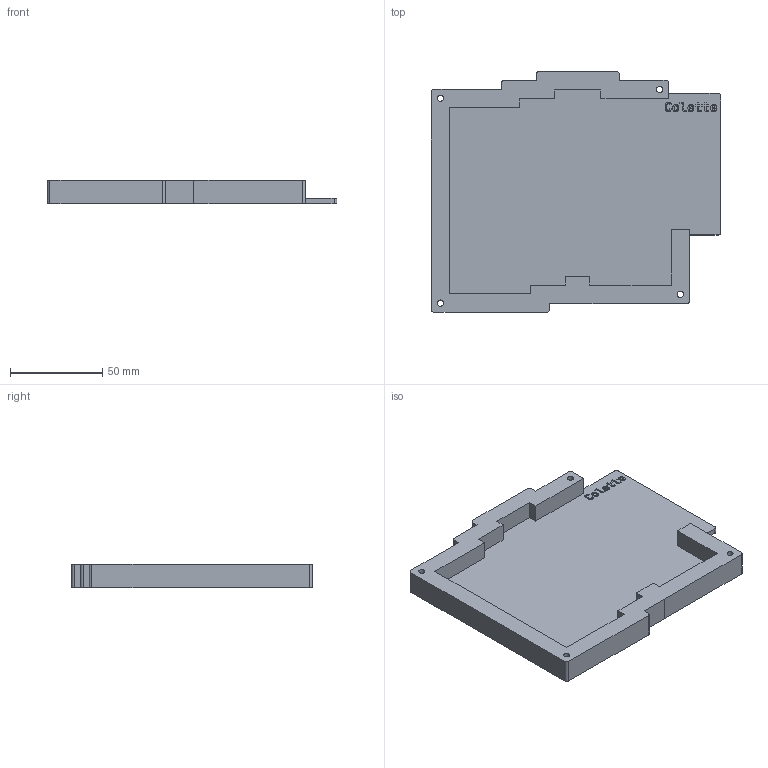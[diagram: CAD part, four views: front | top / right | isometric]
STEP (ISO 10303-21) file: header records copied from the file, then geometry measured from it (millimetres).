
FILE_DESCRIPTION(('FreeCAD Model'),'2;1');
FILE_NAME('Open CASCADE Shape Model','2025-05-23T17:54:30',(''),(''), 'Open CASCADE STEP processor 7.8','FreeCAD','Unknown');
FILE_SCHEMA(('AUTOMOTIVE_DESIGN { 1 0 10303 214 1 1 1 1 }'));
Length unit declared in the file: millimetre
Products named in the file (2): Case-left; Body
Assembly tree (1 placements, depth 2):
  Case-left
    Body
Bounding box: 157.3 x 130.83 x 13 mm (x, y, z)
Volume: 97537.6 mm3; surface area: 48290.8 mm2
Topology: 1 solids, 1 shells, 216 faces, 600 edges, 400 vertices
Faces by surface type: plane 112, extrusion 86, cylinder 18
Full cylindrical faces by diameter (mm): 3.4 x4, 6 x3, 6.002 x1
Entity records: 7028 total; most frequent: CARTESIAN_POINT 1734, ORIENTED_EDGE 1200, DIRECTION 814, EDGE_CURVE 600, VECTOR 478, VERTEX_POINT 400, LINE 392, B_SPLINE_CURVE_WITH_KNOTS 258
